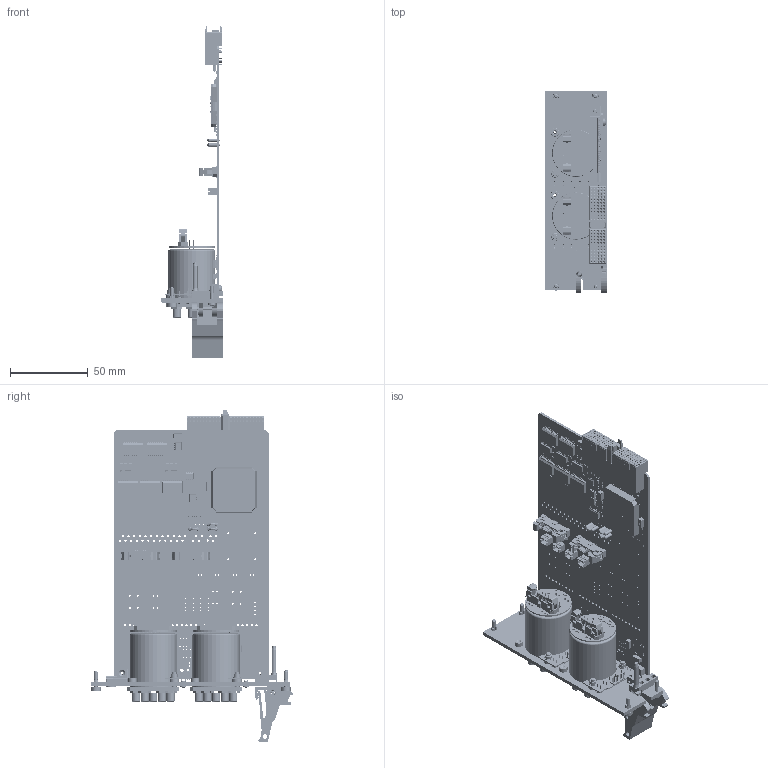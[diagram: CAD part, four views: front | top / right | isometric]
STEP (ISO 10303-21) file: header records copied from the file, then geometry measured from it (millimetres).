
FILE_DESCRIPTION (( 'STEP AP214' ), '1' );
FILE_NAME ('40-784A-032 PXI uWave Dual 6CH MUX.STEP', '2013-09-09T12:55:25', ( 'admin' ), ( '' ), 'SwSTEP 2.0', 'SolidWorks 2012', '' );
FILE_SCHEMA (( 'AUTOMOTIVE_DESIGN' ));
Length unit declared in the file: millimetre
Products named in the file (1): 40-784A-032 PXI uWave Dual 6CH MUX
Bounding box: 40 x 129.87 x 214.11 mm (x, y, z)
Surface area: 85907.5 mm2 (no closed solid volume)
Topology: 0 solids, 864 shells, 5117 faces, 23337 edges, 18544 vertices
Faces by surface type: plane 3886, cylinder 1028, torus 87, cone 58, bspline 39, sphere 19
Full cylindrical faces by diameter (mm): 0.12 x2, 0.2 x4, 0.243 x2, 0.278 x2, 0.5 x19, 0.6 x110, 0.66 x23, 0.75 x43, 0.8 x20, 0.9 x16, 0.92 x4, 0.98 x1, 0.996 x7, 1 x17, 1.2 x8, 1.3 x8, 1.496 x2, 1.5 x59, 1.519 x2, 1.6 x5, 1.721 x20, 2 x7, 2.05 x1, 2.3 x2, 2.497 x1, 2.5 x5, 2.6 x1, 2.7 x1, 2.8 x1, 3 x12
Entity records: 297964 total; most frequent: CARTESIAN_POINT 61177, DIRECTION 35938, ORIENTED_EDGE 30036, EDGE_CURVE 22558, VERTEX_POINT 18398, VECTOR 16528, LINE 16528, AXIS2_PLACEMENT_3D 9705
